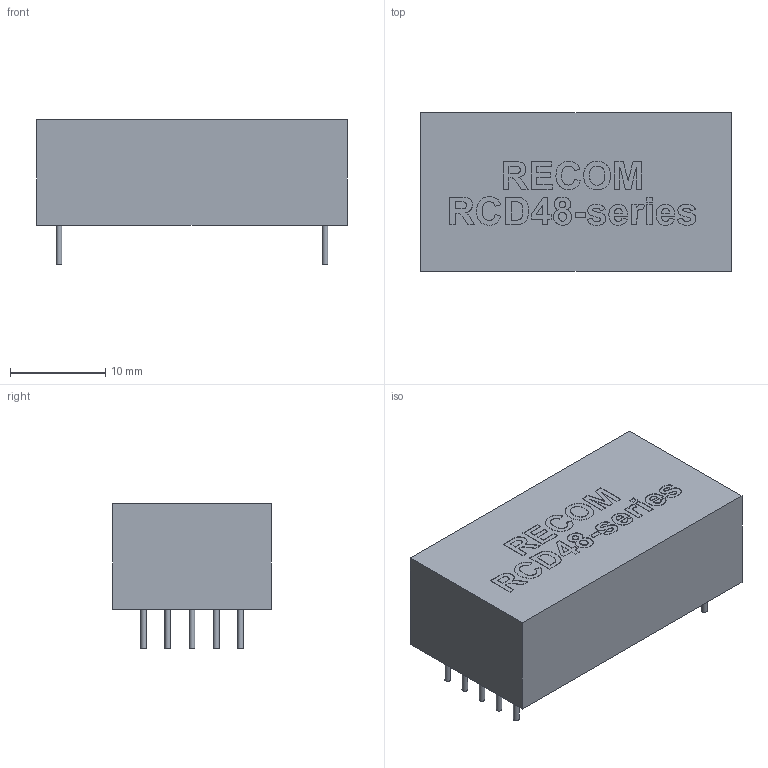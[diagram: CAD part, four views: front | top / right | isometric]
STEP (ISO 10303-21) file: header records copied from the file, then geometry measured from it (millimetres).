
FILE_DESCRIPTION( ( 'Unknown' ), '1' );
FILE_NAME( 'RCD48.stp', 'Unknown', ( 'Unknown' ), ( 'Unknown' ), 'XStep 1.0', 'Unknown', ' ' );
FILE_SCHEMA( ( 'automotive_design' ) );
Length unit declared in the file: millimetre
Products named in the file (1): 1
Bounding box: 32.6 x 16.65 x 15.2 mm (x, y, z)
Volume: 6030.6 mm3; surface area: 2244.5 mm2
Topology: 1 solids, 1 shells, 161 faces, 375 edges, 250 vertices
Faces by surface type: plane 122, extrusion 32, cylinder 7
Full cylindrical faces by diameter (mm): 0.6 x7
Entity records: 7441 total; most frequent: CARTESIAN_POINT 2921, ORIENTED_EDGE 728, DIRECTION 442, EDGE_CURVE 364, B_SPLINE_CURVE_WITH_KNOTS 260, VERTEX_POINT 250, EDGE_LOOP 206, FACE_OUTER_BOUND 172
